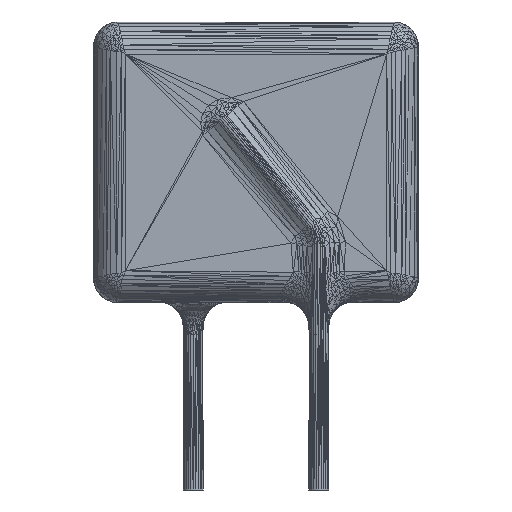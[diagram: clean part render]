
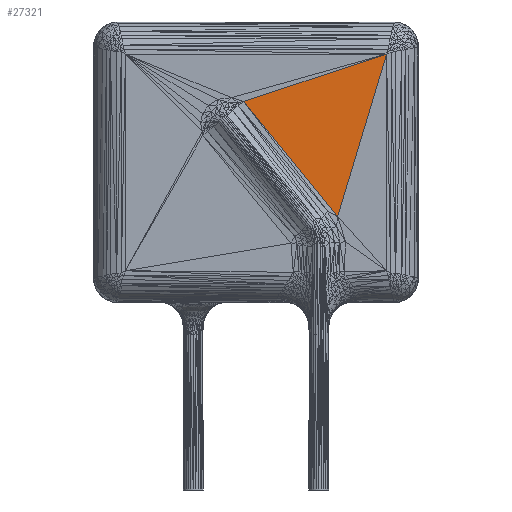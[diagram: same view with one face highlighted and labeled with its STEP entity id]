
A CAD part, front view. The second image highlights one B-rep face of the part: STEP entity #27321.
In plain terms, the highlighted planar face has unit normal (0, -1, 0).
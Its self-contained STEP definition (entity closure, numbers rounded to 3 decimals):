
#193=FACE_OUTER_BOUND('',#2659,.T.);
#2659=EDGE_LOOP('',(#17813,#17814,#17815));
#5297=LINE('',#41432,#8996);
#5308=LINE('',#41453,#9007);
#5310=LINE('',#41456,#9009);
#8996=VECTOR('',#32787,10.);
#9007=VECTOR('',#32808,10.);
#9009=VECTOR('',#32812,10.);
#12529=VERTEX_POINT('',#41430);
#12530=VERTEX_POINT('',#41431);
#12534=VERTEX_POINT('',#41450);
#13930=EDGE_CURVE('',#12529,#12530,#5297,.T.);
#13941=EDGE_CURVE('',#12529,#12534,#5308,.T.);
#13943=EDGE_CURVE('',#12530,#12534,#5310,.T.);
#17813=ORIENTED_EDGE('',*,*,#13941,.T.);
#17814=ORIENTED_EDGE('',*,*,#13943,.F.);
#17815=ORIENTED_EDGE('',*,*,#13930,.F.);
#24855=PLANE('',#29801);
#27321=ADVANCED_FACE('',(#193),#24855,.T.);
#29801=AXIS2_PLACEMENT_3D('',#41455,#32810,#32811);
#32787=DIRECTION('',(-0.288,0.,-0.958));
#32808=DIRECTION('',(-0.949,0.,-0.315));
#32810=DIRECTION('center_axis',(0.,-1.,
0.));
#32811=DIRECTION('ref_axis',(0.,0.,-1.));
#32812=DIRECTION('',(-0.633,0.,0.775));
#41430=CARTESIAN_POINT('',(5.425,-1.331,-6.567));
#41431=CARTESIAN_POINT('',(3.392,-1.331,-13.323));
#41432=CARTESIAN_POINT('',(5.425,-1.331,-6.567));
#41450=CARTESIAN_POINT('',(-0.515,-1.331,-8.538));
#41453=CARTESIAN_POINT('',(5.425,-1.331,-6.567));
#41455=CARTESIAN_POINT('Origin',(3.392,-1.331,-13.323));
#41456=CARTESIAN_POINT('',(3.392,-1.331,-13.323));
